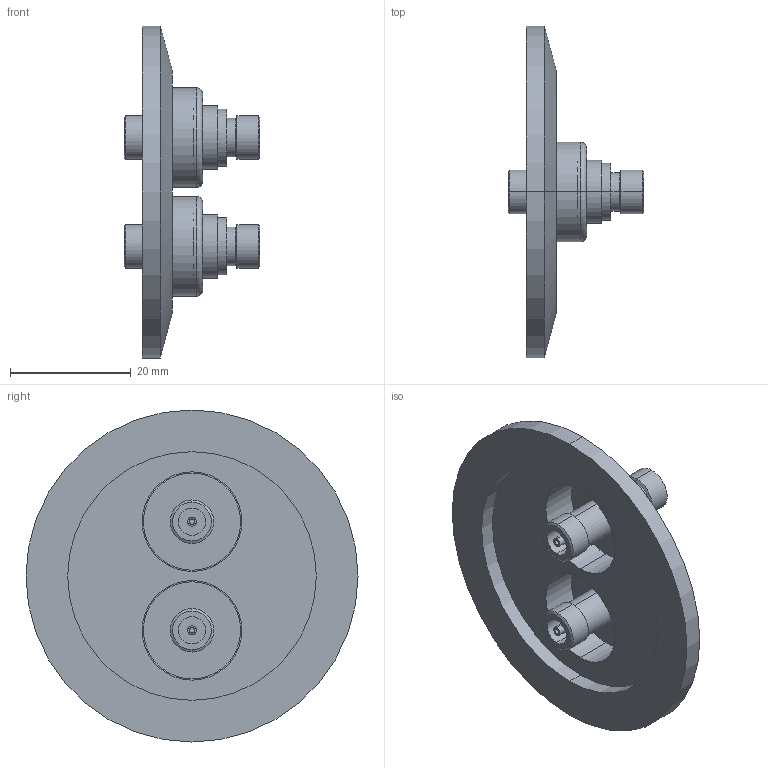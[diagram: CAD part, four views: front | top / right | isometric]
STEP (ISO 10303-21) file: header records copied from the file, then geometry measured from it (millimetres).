
FILE_DESCRIPTION (( 'STEP AP214' ), '1' );
FILE_NAME ('242-SMAD50-K40-2.STEP', '2019-05-02T10:10:34', ( '' ), ( '' ), 'SwSTEP 2.0', 'SolidWorks 2014', '' );
FILE_SCHEMA (( 'AUTOMOTIVE_DESIGN' ));
Length unit declared in the file: millimetre
Products named in the file (3): 242-SMAD50; 9431-KF40-16.5-2_DN40 KF; 242-SMAD50-K40-2
Assembly tree (3 placements, depth 2):
  242-SMAD50-K40-2
    9431-KF40-16.5-2_DN40 KF
    242-SMAD50  x2
Bounding box: 22.5 x 55 x 55 mm (x, y, z)
Volume: 8742.2 mm3; surface area: 8491.3 mm2
Topology: 3 solids, 3 shells, 115 faces, 228 edges, 142 vertices
Faces by surface type: cylinder 64, plane 29, cone 18, torus 4
Entity records: 1812 total; most frequent: DIRECTION 350, CARTESIAN_POINT 278, ORIENTED_EDGE 256, AXIS2_PLACEMENT_3D 152, EDGE_CURVE 128, CIRCLE 82, VERTEX_POINT 80, EDGE_LOOP 80
